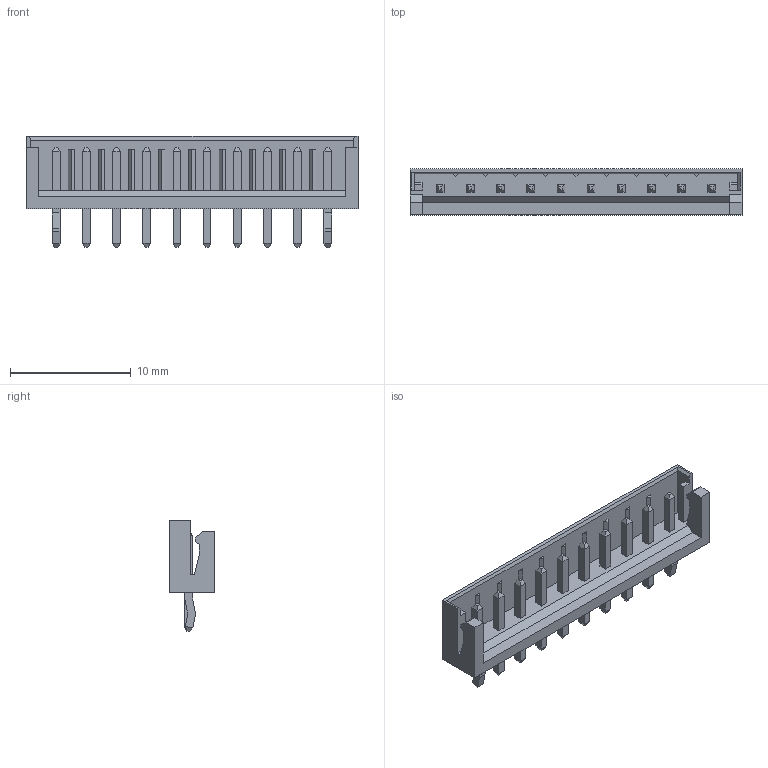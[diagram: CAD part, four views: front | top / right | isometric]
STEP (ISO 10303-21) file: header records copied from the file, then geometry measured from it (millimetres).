
FILE_DESCRIPTION(/* description */ ('Unknown'),/* implementation_level */ '2;1');
FILE_NAME(/* name */ 'J_Wurth_WR-WTB_68801011622',/* time_stamp */ '2025-05-22T15:45:22+08:00',/* author */ ('Unknown'),/* organization */ ('Unknown'),/* preprocessor_version */ 'ST-DEVELOPER v19.4',/* originating_system */ 'Solid Edge',/* authorisation */ 'Unknown');
FILE_SCHEMA (('AUTOMOTIVE_DESIGN {1 0 10303 214 3 1 1}'));
Length unit declared in the file: millimetre
Products named in the file (2): J_Wurth_WR-WTB_68801011622
Assembly tree (1 placements, depth 2):
  J_Wurth_WR-WTB_68801011622
    J_Wurth_WR-WTB_68801011622
Bounding box: 27.5 x 3.8 x 9.21 mm (x, y, z)
Volume: 233.5 mm3; surface area: 788.3 mm2
Topology: 1 solids, 11 shells, 362 faces, 880 edges, 560 vertices
Faces by surface type: plane 354, cylinder 8
Entity records: 12837 total; most frequent: CARTESIAN_POINT 1804, ORIENTED_EDGE 1760, DIRECTION 1624, EDGE_CURVE 880, LINE 864, VECTOR 864, VERTEX_POINT 560, EDGE_LOOP 382
